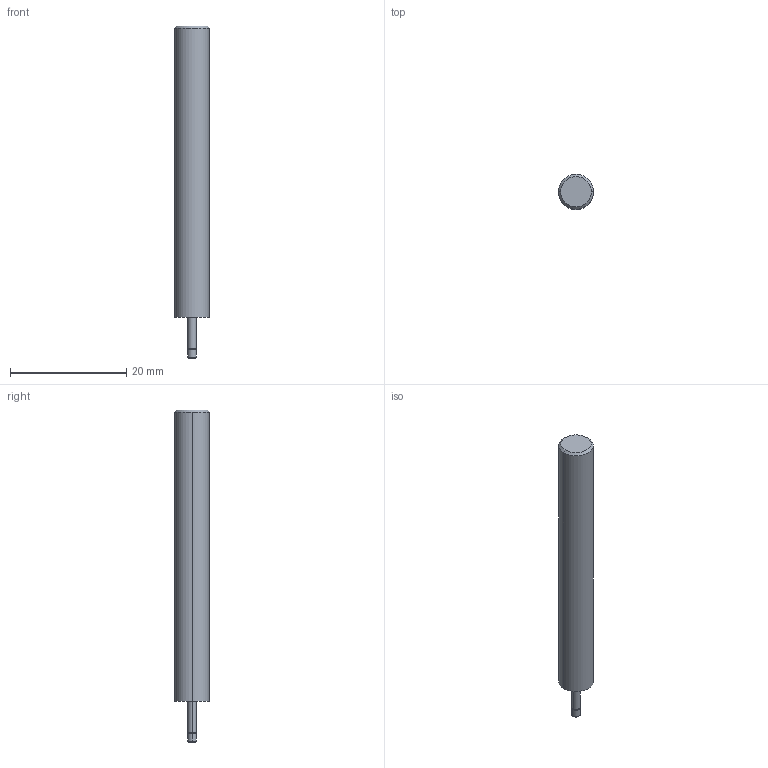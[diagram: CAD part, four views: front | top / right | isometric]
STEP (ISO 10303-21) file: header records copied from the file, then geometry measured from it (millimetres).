
FILE_DESCRIPTION (( 'STEP AP214' ), '1' );
FILE_NAME ('Micro_MMRM-015-7.STEP', '2021-09-02T12:54:59', ( '' ), ( '' ), 'SwSTEP 2.0', 'SolidWorks 2020', '' );
FILE_SCHEMA (( 'AUTOMOTIVE_DESIGN' ));
Length unit declared in the file: inch
Products named in the file (1): Micro_MMRM-015-7
Bounding box: 6 x 6 x 57 mm (x, y, z)
Volume: 1424.1 mm3; surface area: 1026.6 mm2
Topology: 1 solids, 1 shells, 15 faces, 28 edges, 16 vertices
Faces by surface type: cylinder 6, cone 4, plane 3, torus 2
Entity records: 416 total; most frequent: DIRECTION 78, CARTESIAN_POINT 60, ORIENTED_EDGE 56, AXIS2_PLACEMENT_3D 34, EDGE_CURVE 28, CIRCLE 18, EDGE_LOOP 16, VERTEX_POINT 16
